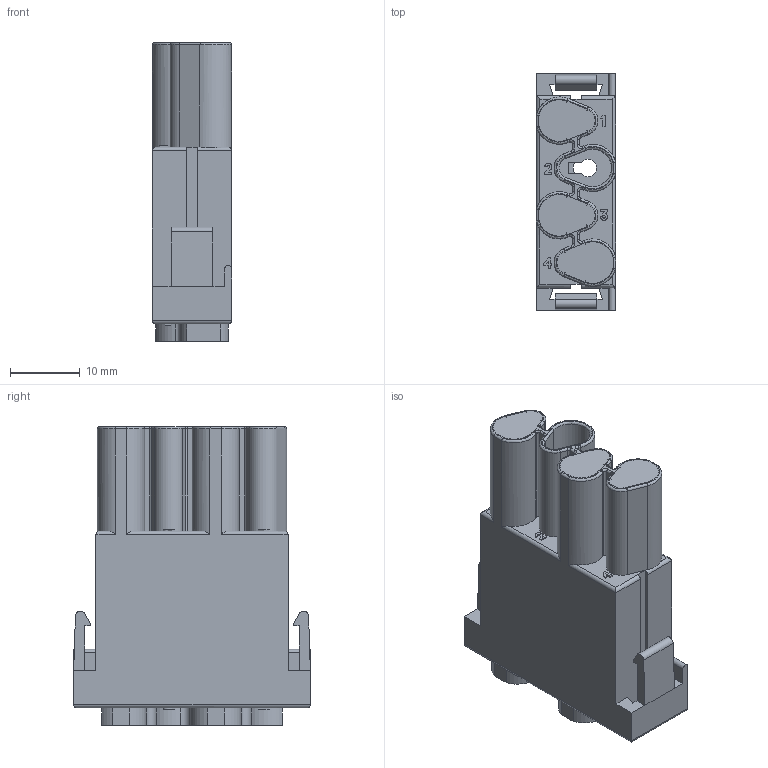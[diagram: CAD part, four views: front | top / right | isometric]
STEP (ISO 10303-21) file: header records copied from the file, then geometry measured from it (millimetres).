
FILE_DESCRIPTION(/* description */ (''),/* implementation_level */ '2;1');
FILE_NAME(/* name */ 'c146 d04 001 e8nxc001-01.stp',/* time_stamp */ '2021-04-12T11:26:21+02:00',/* author */ (''),/* organization */ (''),/* preprocessor_version */ 'ST-DEVELOPER v16.7',/* originating_system */ 'SIEMENS PLM Software NX 12.0',/* authorisation */ '');
FILE_SCHEMA (('AUTOMOTIVE_DESIGN { 1 0 10303 214 3 1 1 1 }'));
Length unit declared in the file: millimetre
Products named in the file (4): c146 d04 000 e8nxm001-04_26523ID; CE-ZEICHEN_3-01_26525ID; c146 d04 001 e8nxm001-06_SOLID; c146 d04 001 e8nxc001-01
Assembly tree (3 placements, depth 3):
  c146 d04 001 e8nxc001-01
    c146 d04 001 e8nxm001-06_SOLID
      CE-ZEICHEN_3-01_26525ID
      c146 d04 000 e8nxm001-04_26523ID
Bounding box: 11.4 x 34 x 42.9 mm (x, y, z)
Volume: 7968.3 mm3; surface area: 8069.6 mm2
Topology: 1 solids, 1 shells, 425 faces, 1244 edges, 882 vertices
Faces by surface type: plane 266, cylinder 112, bspline 38, extrusion 5, cone 4
Full cylindrical faces by diameter (mm): 4.2 x4
Entity records: 18044 total; most frequent: CARTESIAN_POINT 4586, ORIENTED_EDGE 2456, DIRECTION 1943, EDGE_CURVE 1228, VERTEX_POINT 874, VECTOR 685, LINE 680, AXIS2_PLACEMENT_3D 629
